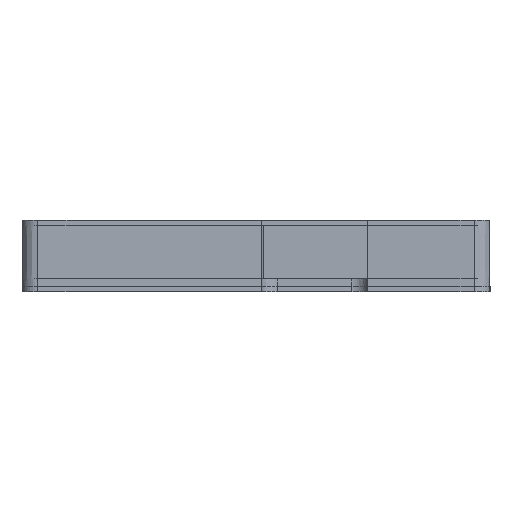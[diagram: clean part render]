
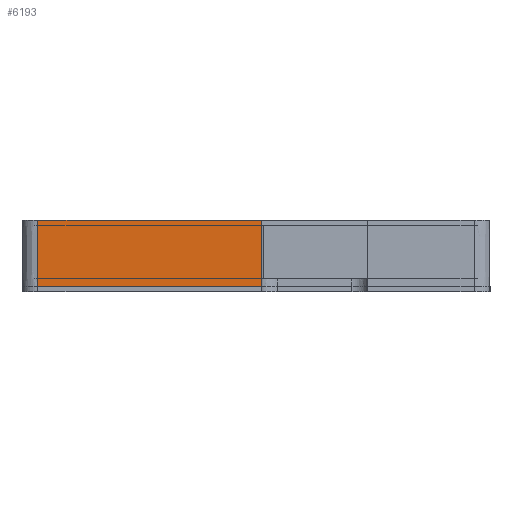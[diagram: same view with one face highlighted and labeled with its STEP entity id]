
A CAD part, left-side view. The second image highlights one B-rep face of the part: STEP entity #6193.
In plain terms, the highlighted face is a extrusion surface.
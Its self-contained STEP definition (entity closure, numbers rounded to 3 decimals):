
#2047 = PLANE('',#2048);
#2048 = AXIS2_PLACEMENT_3D('',#2049,#2050,#2051);
#2049 = CARTESIAN_POINT('',(123.419,41.603,1.));
#2050 = DIRECTION('',(0.,0.,-1.));
#2051 = DIRECTION('',(-1.,0.,0.));
#4828 = VERTEX_POINT('',#4829);
#4829 = CARTESIAN_POINT('',(-1.999,83.,1.));
#4843 = SURFACE_OF_LINEAR_EXTRUSION('',#4844,#4848);
#4844 = ( BOUNDED_CURVE() B_SPLINE_CURVE(2,(#4845,#4846,#4847),
.UNSPECIFIED.,.F.,.F.) B_SPLINE_CURVE_WITH_KNOTS((3,3),(0.,1.),
.PIECEWISE_BEZIER_KNOTS.) CURVE() GEOMETRIC_REPRESENTATION_ITEM() 
RATIONAL_B_SPLINE_CURVE((1.,0.707,1.)) REPRESENTATION_ITEM('') 
  );
#4845 = CARTESIAN_POINT('',(-1.999,83.,1.));
#4846 = CARTESIAN_POINT('',(-1.999,85.999,1.));
#4847 = CARTESIAN_POINT('',(1.,85.999,1.));
#4848 = VECTOR('',#4849,1.);
#4849 = DIRECTION('',(0.,0.,-1.));
#4857 = EDGE_CURVE('',#4858,#4828,#4860,.T.);
#4858 = VERTEX_POINT('',#4859);
#4859 = CARTESIAN_POINT('',(-1.999,41.002,1.));
#4860 = SURFACE_CURVE('',#4861,(#4864,#4870),.PCURVE_S1.);
#4861 = B_SPLINE_CURVE_WITH_KNOTS('',1,(#4862,#4863),.UNSPECIFIED.,.F.,
  .F.,(2,2),(0.,1.),.PIECEWISE_BEZIER_KNOTS.);
#4862 = CARTESIAN_POINT('',(-1.999,41.002,1.));
#4863 = CARTESIAN_POINT('',(-1.999,83.,1.));
#4864 = PCURVE('',#2047,#4865);
#4865 = DEFINITIONAL_REPRESENTATION('',(#4866),#4869);
#4866 = B_SPLINE_CURVE_WITH_KNOTS('',1,(#4867,#4868),.UNSPECIFIED.,.F.,
  .F.,(2,2),(0.,1.),.PIECEWISE_BEZIER_KNOTS.);
#4867 = CARTESIAN_POINT('',(125.418,-0.601));
#4868 = CARTESIAN_POINT('',(125.418,41.397));
#4869 = ( GEOMETRIC_REPRESENTATION_CONTEXT(2) 
PARAMETRIC_REPRESENTATION_CONTEXT() REPRESENTATION_CONTEXT('2D SPACE',''
  ) );
#4870 = PCURVE('',#4871,#4877);
#4871 = SURFACE_OF_LINEAR_EXTRUSION('',#4872,#4875);
#4872 = B_SPLINE_CURVE_WITH_KNOTS('',1,(#4873,#4874),.UNSPECIFIED.,.F.,
  .F.,(2,2),(0.,1.),.PIECEWISE_BEZIER_KNOTS.);
#4873 = CARTESIAN_POINT('',(-1.999,41.002,1.));
#4874 = CARTESIAN_POINT('',(-1.999,83.,1.));
#4875 = VECTOR('',#4876,1.);
#4876 = DIRECTION('',(0.,0.,-1.));
#4877 = DEFINITIONAL_REPRESENTATION('',(#4878),#4882);
#4878 = LINE('',#4879,#4880);
#4879 = CARTESIAN_POINT('',(0.,0.));
#4880 = VECTOR('',#4881,1.);
#4881 = DIRECTION('',(1.,0.));
#4882 = ( GEOMETRIC_REPRESENTATION_CONTEXT(2) 
PARAMETRIC_REPRESENTATION_CONTEXT() REPRESENTATION_CONTEXT('2D SPACE',''
  ) );
#4896 = SURFACE_OF_LINEAR_EXTRUSION('',#4897,#4900);
#4897 = B_SPLINE_CURVE_WITH_KNOTS('',1,(#4898,#4899),.UNSPECIFIED.,.F.,
  .F.,(2,2),(0.,1.),.PIECEWISE_BEZIER_KNOTS.);
#4898 = CARTESIAN_POINT('',(-1.002,41.002,1.));
#4899 = CARTESIAN_POINT('',(-1.999,41.002,1.));
#4900 = VECTOR('',#4901,1.);
#4901 = DIRECTION('',(0.,0.,-1.));
#6114 = PLANE('',#6115);
#6115 = AXIS2_PLACEMENT_3D('',#6116,#6117,#6118);
#6116 = CARTESIAN_POINT('',(131.154,42.312,13.5));
#6117 = DIRECTION('',(0.,0.,-1.));
#6118 = DIRECTION('',(-1.,0.,0.));
#6152 = VERTEX_POINT('',#6153);
#6153 = CARTESIAN_POINT('',(-1.999,41.002,13.5));
#6172 = EDGE_CURVE('',#4858,#6152,#6173,.T.);
#6173 = SURFACE_CURVE('',#6174,(#6178,#6185),.PCURVE_S1.);
#6174 = LINE('',#6175,#6176);
#6175 = CARTESIAN_POINT('',(-1.999,41.002,1.));
#6176 = VECTOR('',#6177,1.);
#6177 = DIRECTION('',(0.,0.,1.));
#6178 = PCURVE('',#4896,#6179);
#6179 = DEFINITIONAL_REPRESENTATION('',(#6180),#6184);
#6180 = LINE('',#6181,#6182);
#6181 = CARTESIAN_POINT('',(1.,0.));
#6182 = VECTOR('',#6183,1.);
#6183 = DIRECTION('',(0.,-1.));
#6184 = ( GEOMETRIC_REPRESENTATION_CONTEXT(2) 
PARAMETRIC_REPRESENTATION_CONTEXT() REPRESENTATION_CONTEXT('2D SPACE',''
  ) );
#6185 = PCURVE('',#4871,#6186);
#6186 = DEFINITIONAL_REPRESENTATION('',(#6187),#6191);
#6187 = LINE('',#6188,#6189);
#6188 = CARTESIAN_POINT('',(0.,0.));
#6189 = VECTOR('',#6190,1.);
#6190 = DIRECTION('',(0.,-1.));
#6191 = ( GEOMETRIC_REPRESENTATION_CONTEXT(2) 
PARAMETRIC_REPRESENTATION_CONTEXT() REPRESENTATION_CONTEXT('2D SPACE',''
  ) );
#6193 = ADVANCED_FACE('',(#6194),#4871,.T.);
#6194 = FACE_BOUND('',#6195,.T.);
#6195 = EDGE_LOOP('',(#6196,#6197,#6218,#6239));
#6196 = ORIENTED_EDGE('',*,*,#6172,.T.);
#6197 = ORIENTED_EDGE('',*,*,#6198,.T.);
#6198 = EDGE_CURVE('',#6152,#6199,#6201,.T.);
#6199 = VERTEX_POINT('',#6200);
#6200 = CARTESIAN_POINT('',(-1.999,83.,13.5));
#6201 = SURFACE_CURVE('',#6202,(#6205,#6212),.PCURVE_S1.);
#6202 = B_SPLINE_CURVE_WITH_KNOTS('',1,(#6203,#6204),.UNSPECIFIED.,.F.,
  .F.,(2,2),(0.,1.),.PIECEWISE_BEZIER_KNOTS.);
#6203 = CARTESIAN_POINT('',(-1.999,41.002,13.5));
#6204 = CARTESIAN_POINT('',(-1.999,83.,13.5));
#6205 = PCURVE('',#4871,#6206);
#6206 = DEFINITIONAL_REPRESENTATION('',(#6207),#6211);
#6207 = LINE('',#6208,#6209);
#6208 = CARTESIAN_POINT('',(0.,-12.5));
#6209 = VECTOR('',#6210,1.);
#6210 = DIRECTION('',(1.,0.));
#6211 = ( GEOMETRIC_REPRESENTATION_CONTEXT(2) 
PARAMETRIC_REPRESENTATION_CONTEXT() REPRESENTATION_CONTEXT('2D SPACE',''
  ) );
#6212 = PCURVE('',#6114,#6213);
#6213 = DEFINITIONAL_REPRESENTATION('',(#6214),#6217);
#6214 = B_SPLINE_CURVE_WITH_KNOTS('',1,(#6215,#6216),.UNSPECIFIED.,.F.,
  .F.,(2,2),(0.,1.),.PIECEWISE_BEZIER_KNOTS.);
#6215 = CARTESIAN_POINT('',(133.152,-1.31));
#6216 = CARTESIAN_POINT('',(133.152,40.688));
#6217 = ( GEOMETRIC_REPRESENTATION_CONTEXT(2) 
PARAMETRIC_REPRESENTATION_CONTEXT() REPRESENTATION_CONTEXT('2D SPACE',''
  ) );
#6218 = ORIENTED_EDGE('',*,*,#6219,.F.);
#6219 = EDGE_CURVE('',#4828,#6199,#6220,.T.);
#6220 = SURFACE_CURVE('',#6221,(#6225,#6232),.PCURVE_S1.);
#6221 = LINE('',#6222,#6223);
#6222 = CARTESIAN_POINT('',(-1.999,83.,1.));
#6223 = VECTOR('',#6224,1.);
#6224 = DIRECTION('',(0.,0.,1.));
#6225 = PCURVE('',#4871,#6226);
#6226 = DEFINITIONAL_REPRESENTATION('',(#6227),#6231);
#6227 = LINE('',#6228,#6229);
#6228 = CARTESIAN_POINT('',(1.,0.));
#6229 = VECTOR('',#6230,1.);
#6230 = DIRECTION('',(0.,-1.));
#6231 = ( GEOMETRIC_REPRESENTATION_CONTEXT(2) 
PARAMETRIC_REPRESENTATION_CONTEXT() REPRESENTATION_CONTEXT('2D SPACE',''
  ) );
#6232 = PCURVE('',#4843,#6233);
#6233 = DEFINITIONAL_REPRESENTATION('',(#6234),#6238);
#6234 = LINE('',#6235,#6236);
#6235 = CARTESIAN_POINT('',(0.,0.));
#6236 = VECTOR('',#6237,1.);
#6237 = DIRECTION('',(0.,-1.));
#6238 = ( GEOMETRIC_REPRESENTATION_CONTEXT(2) 
PARAMETRIC_REPRESENTATION_CONTEXT() REPRESENTATION_CONTEXT('2D SPACE',''
  ) );
#6239 = ORIENTED_EDGE('',*,*,#4857,.F.);
